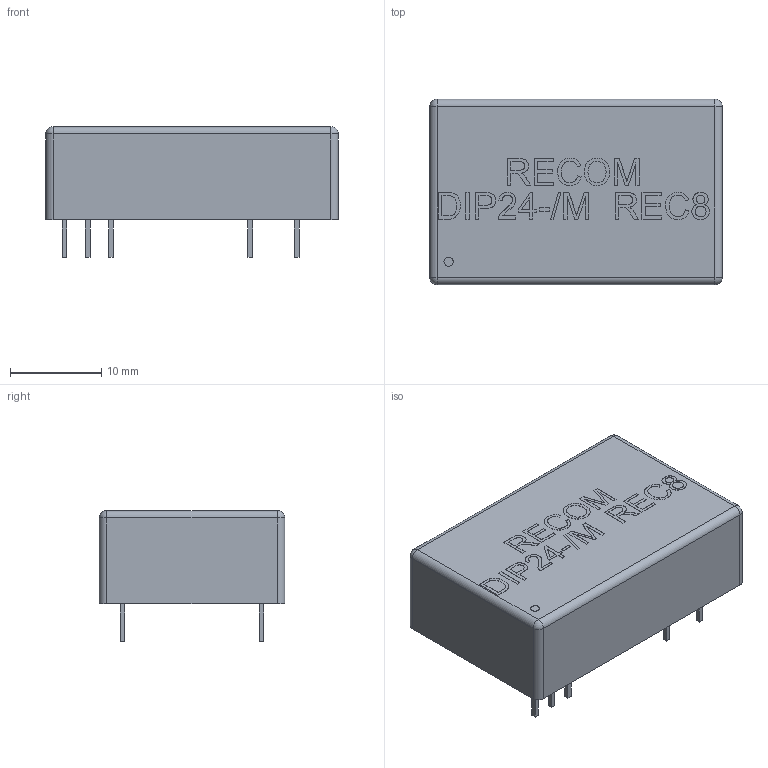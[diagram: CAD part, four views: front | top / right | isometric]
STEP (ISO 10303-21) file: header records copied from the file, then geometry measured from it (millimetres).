
FILE_DESCRIPTION( ( 'Unknown' ), '1' );
FILE_NAME( 'DIP24-M _REC8.stp', 'Unknown', ( 'Unknown' ), ( 'Unknown' ), 'XStep 1.0', 'Unknown', ' ' );
FILE_SCHEMA( ( 'automotive_design' ) );
Length unit declared in the file: millimetre
Products named in the file (1): 1
Bounding box: 32 x 20.3 x 14.3 mm (x, y, z)
Volume: 6614.1 mm3; surface area: 2394.6 mm2
Topology: 1 solids, 1 shells, 214 faces, 523 edges, 342 vertices
Faces by surface type: plane 173, extrusion 28, cylinder 9, sphere 4
Full cylindrical faces by diameter (mm): 1 x1
Entity records: 9313 total; most frequent: CARTESIAN_POINT 3052, ORIENTED_EDGE 1028, DIRECTION 686, EDGE_CURVE 514, VERTEX_POINT 342, B_SPLINE_CURVE_WITH_KNOTS 276, VECTOR 276, EDGE_LOOP 254
